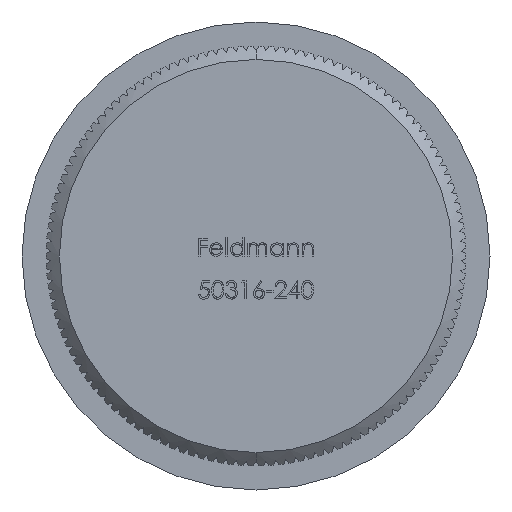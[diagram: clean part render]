
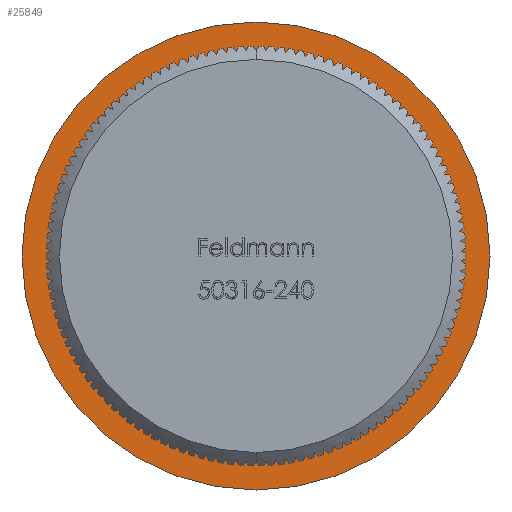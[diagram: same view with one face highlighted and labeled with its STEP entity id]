
A CAD part, front view. The second image highlights one B-rep face of the part: STEP entity #25849.
In plain terms, the highlighted planar face has unit normal (0, -1, 0).
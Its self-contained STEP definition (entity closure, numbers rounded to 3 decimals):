
#1292 = DIRECTION ( 'NONE',  ( 0., 0., -1. ) ) ;
#1364 = CARTESIAN_POINT ( 'NONE',  ( 0., 8., 0. ) ) ;
#1378 = PLANE ( 'NONE',  #2028 ) ;
#2028 = AXIS2_PLACEMENT_3D ( 'NONE', #23937, #19717, #1292 ) ;
#3591 = CIRCLE ( 'NONE', #14663, 15. ) ;
#3669 = CIRCLE ( 'NONE', #9786, 17.5 ) ;
#6263 = ORIENTED_EDGE ( 'NONE', *, *, #24410, .T. ) ;
#6793 = FACE_OUTER_BOUND ( 'NONE', #14042, .T. ) ;
#8419 = CARTESIAN_POINT ( 'NONE',  ( 0., 8., 0. ) ) ;
#9600 = DIRECTION ( 'NONE',  ( 0., 0., -1. ) ) ;
#9786 = AXIS2_PLACEMENT_3D ( 'NONE', #1364, #11658, #13440 ) ;
#9946 = ORIENTED_EDGE ( 'NONE', *, *, #10581, .T. ) ;
#10577 = VERTEX_POINT ( 'NONE', #18826 ) ;
#10581 = EDGE_CURVE ( 'NONE', #16179, #21092, #3669, .T. ) ;
#11222 = EDGE_CURVE ( 'NONE', #10577, #12666, #13273, .T. ) ;
#11658 = DIRECTION ( 'NONE',  ( 0., -1., 0. ) ) ;
#12204 = CARTESIAN_POINT ( 'NONE',  ( 0., 8., -17.5 ) ) ;
#12666 = VERTEX_POINT ( 'NONE', #24882 ) ;
#13273 = CIRCLE ( 'NONE', #13366, 15. ) ;
#13366 = AXIS2_PLACEMENT_3D ( 'NONE', #8419, #24789, #22651 ) ;
#13440 = DIRECTION ( 'NONE',  ( 0., 0., -1. ) ) ;
#14042 = EDGE_LOOP ( 'NONE', ( #9946, #6263 ) ) ;
#14547 = DIRECTION ( 'NONE',  ( 0., 0., -1. ) ) ;
#14663 = AXIS2_PLACEMENT_3D ( 'NONE', #20540, #18913, #14547 ) ;
#16024 = CARTESIAN_POINT ( 'NONE',  ( 0., 8., 0. ) ) ;
#16179 = VERTEX_POINT ( 'NONE', #12204 ) ;
#16569 = CIRCLE ( 'NONE', #20539, 17.5 ) ;
#16919 = EDGE_LOOP ( 'NONE', ( #22528, #18940 ) ) ;
#16997 = CARTESIAN_POINT ( 'NONE',  ( 0., 8., 17.5 ) ) ;
#17962 = FACE_BOUND ( 'NONE', #16919, .T. ) ;
#18826 = CARTESIAN_POINT ( 'NONE',  ( 0., 8., -15. ) ) ;
#18913 = DIRECTION ( 'NONE',  ( 0., -1., 0. ) ) ;
#18940 = ORIENTED_EDGE ( 'NONE', *, *, #19026, .F. ) ;
#19026 = EDGE_CURVE ( 'NONE', #12666, #10577, #3591, .T. ) ;
#19717 = DIRECTION ( 'NONE',  ( 0., -1., 0. ) ) ;
#20539 = AXIS2_PLACEMENT_3D ( 'NONE', #16024, #21847, #9600 ) ;
#20540 = CARTESIAN_POINT ( 'NONE',  ( 0., 8., 0. ) ) ;
#21092 = VERTEX_POINT ( 'NONE', #16997 ) ;
#21847 = DIRECTION ( 'NONE',  ( 0., -1., 0. ) ) ;
#22528 = ORIENTED_EDGE ( 'NONE', *, *, #11222, .F. ) ;
#22651 = DIRECTION ( 'NONE',  ( 0., 0., -1. ) ) ;
#23937 = CARTESIAN_POINT ( 'NONE',  ( 15., 8., 0. ) ) ;
#24410 = EDGE_CURVE ( 'NONE', #21092, #16179, #16569, .T. ) ;
#24789 = DIRECTION ( 'NONE',  ( 0., -1., 0. ) ) ;
#24882 = CARTESIAN_POINT ( 'NONE',  ( 0., 8., 15. ) ) ;
#25849 = ADVANCED_FACE ( 'NONE', ( #6793, #17962 ), #1378, .T. ) ;
